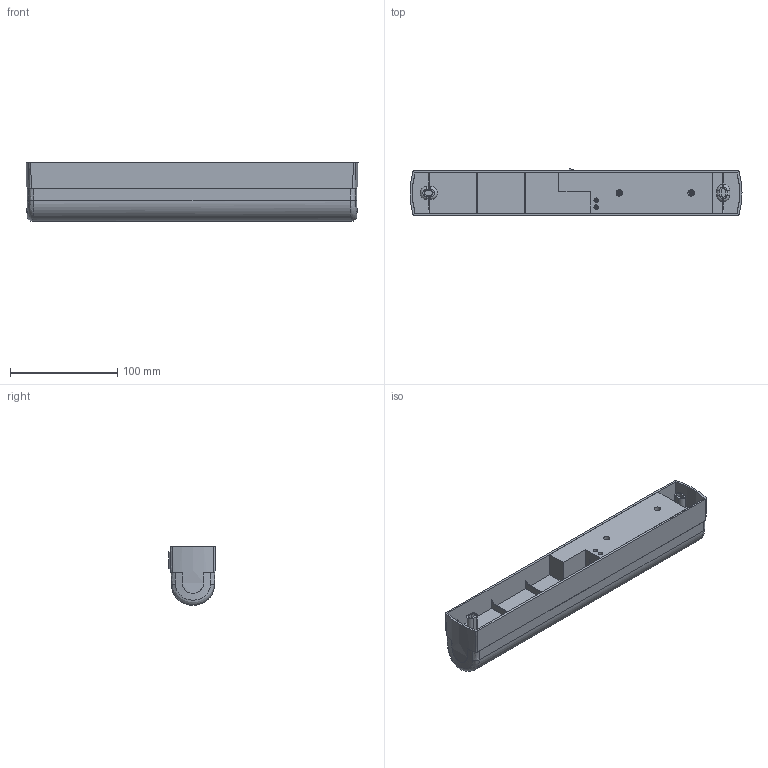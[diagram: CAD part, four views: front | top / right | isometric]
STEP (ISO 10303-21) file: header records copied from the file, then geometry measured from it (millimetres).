
FILE_DESCRIPTION (( 'STEP AP203' ), '1' );
FILE_NAME ('LLPO0-2003-1-08-K01 Ñâåòèëüíèê ËÏÎ2003 8Âò 230Â T5_G5 ÈÝÊ.STEP', '2017-06-28T13:39:42', ( '' ), ( '' ), 'SwSTEP 2.0', 'SolidWorks 2014', '' );
FILE_SCHEMA (( 'CONFIG_CONTROL_DESIGN' ));
Length unit declared in the file: millimetre
Products named in the file (1): LLPO0-2003-1-08-K01 Ñâåòèëüíèê ËÏÎ2003  8Âò 230Â T5_G5 ÈÝÊ
Bounding box: 310 x 43.77 x 54.97 mm (x, y, z)
Volume: 447411.5 mm3; surface area: 97700.5 mm2
Topology: 1 solids, 1 shells, 243 faces, 630 edges, 406 vertices
Faces by surface type: plane 168, cylinder 45, bspline 14, torus 8, cone 6, sphere 2
Full cylindrical faces by diameter (mm): 2 x2, 3 x2, 4 x2, 4.2 x2, 6 x2
Entity records: 8394 total; most frequent: CARTESIAN_POINT 2527, ORIENTED_EDGE 1230, DIRECTION 1121, EDGE_CURVE 615, LINE 437, VECTOR 437, VERTEX_POINT 402, AXIS2_PLACEMENT_3D 342
